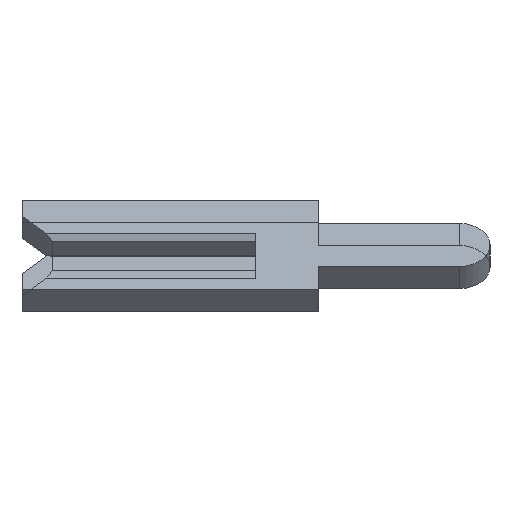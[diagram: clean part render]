
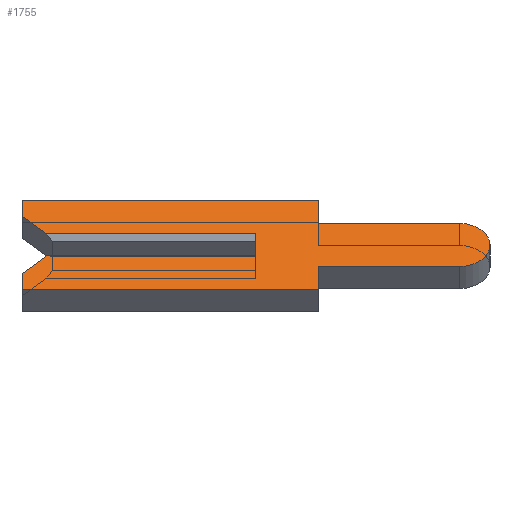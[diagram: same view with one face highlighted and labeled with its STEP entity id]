
A CAD part, left-side view. The second image highlights one B-rep face of the part: STEP entity #1755.
In plain terms, the highlighted face is planar.
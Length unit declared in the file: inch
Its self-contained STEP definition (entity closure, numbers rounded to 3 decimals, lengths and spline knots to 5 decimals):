
#22 = CARTESIAN_POINT ( 'NONE',  ( -0.01, 0.15, 0.04 ) ) ;
#33 = DIRECTION ( 'NONE',  ( 0., 1., 0. ) ) ;
#37 = LINE ( 'NONE', #2346, #2135 ) ;
#66 = VECTOR ( 'NONE', #2394, 39.37008 ) ;
#70 = VERTEX_POINT ( 'NONE', #933 ) ;
#78 = VERTEX_POINT ( 'NONE', #2147 ) ;
#99 = VERTEX_POINT ( 'NONE', #912 ) ;
#106 = LINE ( 'NONE', #854, #2324 ) ;
#145 = CARTESIAN_POINT ( 'NONE',  ( -0.01, 0.15, -0.026 ) ) ;
#161 = LINE ( 'NONE', #1938, #602 ) ;
#167 = DIRECTION ( 'NONE',  ( 0., 0., -1. ) ) ;
#184 = EDGE_CURVE ( 'NONE', #1252, #843, #1686, .T. ) ;
#185 = VECTOR ( 'NONE', #1390, 39.37008 ) ;
#214 = ORIENTED_EDGE ( 'NONE', *, *, #1001, .F. ) ;
#241 = CARTESIAN_POINT ( 'NONE',  ( -0.01, -0.1305, -0.01 ) ) ;
#256 = EDGE_CURVE ( 'NONE', #963, #1132, #984, .T. ) ;
#294 = DIRECTION ( 'NONE',  ( 0., -1., 0. ) ) ;
#296 = EDGE_CURVE ( 'NONE', #449, #2088, #1246, .T. ) ;
#315 = VERTEX_POINT ( 'NONE', #2408 ) ;
#323 = CARTESIAN_POINT ( 'NONE',  ( -0.01, -0.04, -0.04 ) ) ;
#340 = ORIENTED_EDGE ( 'NONE', *, *, #296, .F. ) ;
#449 = VERTEX_POINT ( 'NONE', #1999 ) ;
#465 = AXIS2_PLACEMENT_3D ( 'NONE', #955, #1175, #167 ) ;
#508 = LINE ( 'NONE', #145, #2547 ) ;
#547 = CARTESIAN_POINT ( 'NONE',  ( -0.01, 0.15, -0.04 ) ) ;
#577 = EDGE_CURVE ( 'NONE', #315, #99, #2349, .T. ) ;
#588 = CARTESIAN_POINT ( 'NONE',  ( -0.01, -0.04, 0.0195 ) ) ;
#602 = VECTOR ( 'NONE', #715, 39.37008 ) ;
#621 = ORIENTED_EDGE ( 'NONE', *, *, #919, .F. ) ;
#642 = DIRECTION ( 'NONE',  ( 0., -1., 0. ) ) ;
#700 = VECTOR ( 'NONE', #33, 39.37008 ) ;
#715 = DIRECTION ( 'NONE',  ( 0., -1., 0. ) ) ;
#743 = EDGE_CURVE ( 'NONE', #99, #1252, #1336, .T. ) ;
#764 = ORIENTED_EDGE ( 'NONE', *, *, #1436, .F. ) ;
#774 = DIRECTION ( 'NONE',  ( 0., 0., -1. ) ) ;
#816 = EDGE_LOOP ( 'NONE', ( #2255, #1813, #2389, #1283, #870, #2109, #1575, #1600, #1128, #621, #1526, #214, #340, #764 ) ) ;
#843 = VERTEX_POINT ( 'NONE', #1052 ) ;
#854 = CARTESIAN_POINT ( 'NONE',  ( -0.01, -0.04, 0.0195 ) ) ;
#870 = ORIENTED_EDGE ( 'NONE', *, *, #1415, .F. ) ;
#909 = CARTESIAN_POINT ( 'NONE',  ( -0.01, 0., -0.01 ) ) ;
#912 = CARTESIAN_POINT ( 'NONE',  ( -0.01, 0.134, -0.01 ) ) ;
#919 = EDGE_CURVE ( 'NONE', #2212, #2524, #106, .T. ) ;
#920 = VECTOR ( 'NONE', #2219, 39.37008 ) ;
#933 = CARTESIAN_POINT ( 'NONE',  ( -0.01, -0.04, 0.04 ) ) ;
#936 = EDGE_CURVE ( 'NONE', #2524, #2590, #2160, .T. ) ;
#955 = CARTESIAN_POINT ( 'NONE',  ( -0.01, -0.1305, 0. ) ) ;
#963 = VERTEX_POINT ( 'NONE', #1323 ) ;
#972 = CARTESIAN_POINT ( 'NONE',  ( -0.01, 0.1305, 0.0065 ) ) ;
#984 = LINE ( 'NONE', #1376, #1873 ) ;
#1001 = EDGE_CURVE ( 'NONE', #2088, #70, #161, .T. ) ;
#1052 = CARTESIAN_POINT ( 'NONE',  ( -0.01, 0., 0.01 ) ) ;
#1078 = EDGE_CURVE ( 'NONE', #78, #843, #2193, .T. ) ;
#1094 = VECTOR ( 'NONE', #1977, 39.37008 ) ;
#1128 = ORIENTED_EDGE ( 'NONE', *, *, #936, .F. ) ;
#1132 = VERTEX_POINT ( 'NONE', #323 ) ;
#1139 = DIRECTION ( 'NONE',  ( 1., 0., 0. ) ) ;
#1175 = DIRECTION ( 'NONE',  ( 1., 0., 0. ) ) ;
#1180 = CARTESIAN_POINT ( 'NONE',  ( -0.01, 0.15, 0.026 ) ) ;
#1202 = VECTOR ( 'NONE', #2205, 39.37008 ) ;
#1246 = LINE ( 'NONE', #1180, #1202 ) ;
#1252 = VERTEX_POINT ( 'NONE', #909 ) ;
#1265 = EDGE_CURVE ( 'NONE', #70, #2212, #37, .T. ) ;
#1283 = ORIENTED_EDGE ( 'NONE', *, *, #577, .F. ) ;
#1323 = CARTESIAN_POINT ( 'NONE',  ( -0.01, -0.04, -0.0195 ) ) ;
#1329 = EDGE_CURVE ( 'NONE', #1132, #1345, #2409, .T. ) ;
#1336 = LINE ( 'NONE', #241, #1397 ) ;
#1340 = CARTESIAN_POINT ( 'NONE',  ( -0.01, -0.1305, 0. ) ) ;
#1345 = VERTEX_POINT ( 'NONE', #2370 ) ;
#1349 = CARTESIAN_POINT ( 'NONE',  ( -0.01, 0.15, 0.01 ) ) ;
#1376 = CARTESIAN_POINT ( 'NONE',  ( -0.01, -0.04, -0.04 ) ) ;
#1381 = AXIS2_PLACEMENT_3D ( 'NONE', #1340, #1139, #1948 ) ;
#1390 = DIRECTION ( 'NONE',  ( 0., 0.707, 0.707 ) ) ;
#1397 = VECTOR ( 'NONE', #642, 39.37008 ) ;
#1415 = EDGE_CURVE ( 'NONE', #1345, #315, #508, .T. ) ;
#1436 = EDGE_CURVE ( 'NONE', #78, #449, #1464, .T. ) ;
#1446 = CARTESIAN_POINT ( 'NONE',  ( -0.01, -0.04, -0.0195 ) ) ;
#1464 = LINE ( 'NONE', #972, #185 ) ;
#1526 = ORIENTED_EDGE ( 'NONE', *, *, #1265, .F. ) ;
#1528 = DIRECTION ( 'NONE',  ( 0., 0., -1. ) ) ;
#1575 = ORIENTED_EDGE ( 'NONE', *, *, #256, .F. ) ;
#1600 = ORIENTED_EDGE ( 'NONE', *, *, #2494, .F. ) ;
#1686 = LINE ( 'NONE', #1775, #1094 ) ;
#1755 = ADVANCED_FACE ( 'NONE', ( #2262 ), #1788, .F. ) ;
#1775 = CARTESIAN_POINT ( 'NONE',  ( -0.01, 0., 0.0065 ) ) ;
#1788 = PLANE ( 'NONE',  #465 ) ;
#1813 = ORIENTED_EDGE ( 'NONE', *, *, #184, .F. ) ;
#1873 = VECTOR ( 'NONE', #774, 39.37008 ) ;
#1938 = CARTESIAN_POINT ( 'NONE',  ( -0.01, 0.15, 0.04 ) ) ;
#1946 = DIRECTION ( 'NONE',  ( 0., -1., 0. ) ) ;
#1948 = DIRECTION ( 'NONE',  ( 0., 0., -1. ) ) ;
#1977 = DIRECTION ( 'NONE',  ( 0., 0., 1. ) ) ;
#1999 = CARTESIAN_POINT ( 'NONE',  ( -0.01, 0.15, 0.026 ) ) ;
#2013 = CARTESIAN_POINT ( 'NONE',  ( -0.01, 0.1305, -0.0065 ) ) ;
#2069 = VECTOR ( 'NONE', #1946, 39.37008 ) ;
#2088 = VERTEX_POINT ( 'NONE', #22 ) ;
#2109 = ORIENTED_EDGE ( 'NONE', *, *, #1329, .F. ) ;
#2135 = VECTOR ( 'NONE', #1528, 39.37008 ) ;
#2147 = CARTESIAN_POINT ( 'NONE',  ( -0.01, 0.134, 0.01 ) ) ;
#2160 = CIRCLE ( 'NONE', #1381, 0.0195 ) ;
#2163 = LINE ( 'NONE', #1446, #700 ) ;
#2193 = LINE ( 'NONE', #1349, #2069 ) ;
#2205 = DIRECTION ( 'NONE',  ( 0., 0., 1. ) ) ;
#2212 = VERTEX_POINT ( 'NONE', #588 ) ;
#2219 = DIRECTION ( 'NONE',  ( 0., -0.707, 0.707 ) ) ;
#2255 = ORIENTED_EDGE ( 'NONE', *, *, #1078, .T. ) ;
#2262 = FACE_OUTER_BOUND ( 'NONE', #816, .T. ) ;
#2291 = CARTESIAN_POINT ( 'NONE',  ( -0.01, -0.1305, 0.0195 ) ) ;
#2324 = VECTOR ( 'NONE', #294, 39.37008 ) ;
#2346 = CARTESIAN_POINT ( 'NONE',  ( -0.01, -0.04, 0.04 ) ) ;
#2349 = LINE ( 'NONE', #2013, #920 ) ;
#2370 = CARTESIAN_POINT ( 'NONE',  ( -0.01, 0.15, -0.04 ) ) ;
#2381 = DIRECTION ( 'NONE',  ( 0., 0., 1. ) ) ;
#2389 = ORIENTED_EDGE ( 'NONE', *, *, #743, .F. ) ;
#2394 = DIRECTION ( 'NONE',  ( 0., 1., 0. ) ) ;
#2408 = CARTESIAN_POINT ( 'NONE',  ( -0.01, 0.15, -0.026 ) ) ;
#2409 = LINE ( 'NONE', #547, #66 ) ;
#2486 = CARTESIAN_POINT ( 'NONE',  ( -0.01, -0.1305, -0.0195 ) ) ;
#2494 = EDGE_CURVE ( 'NONE', #2590, #963, #2163, .T. ) ;
#2524 = VERTEX_POINT ( 'NONE', #2291 ) ;
#2547 = VECTOR ( 'NONE', #2381, 39.37008 ) ;
#2590 = VERTEX_POINT ( 'NONE', #2486 ) ;
